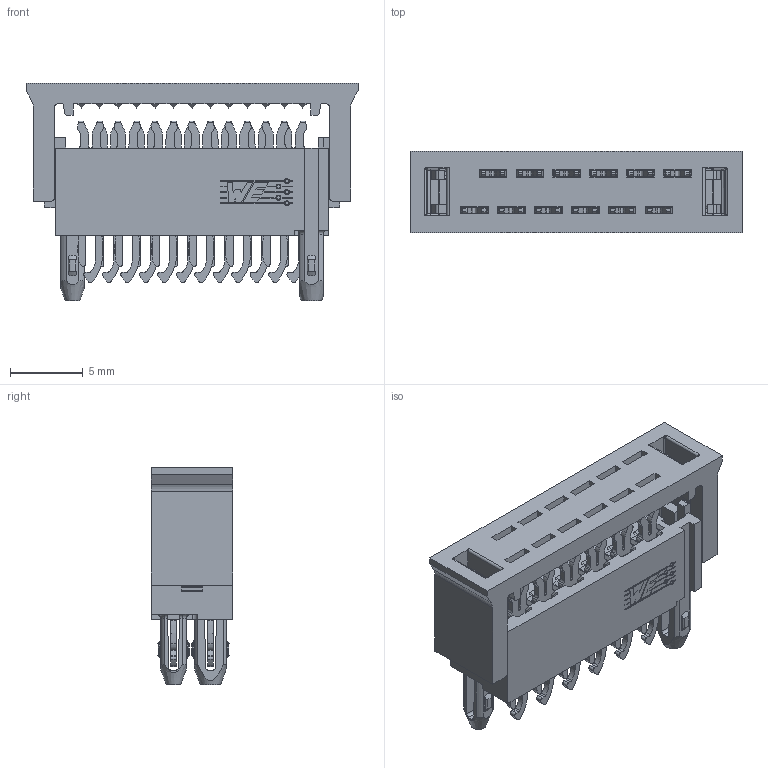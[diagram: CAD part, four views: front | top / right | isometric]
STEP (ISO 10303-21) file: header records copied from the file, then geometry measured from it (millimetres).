
FILE_DESCRIPTION(/* description */ ('Unknown'),/* implementation_level */ '2;1');
FILE_NAME(/* name */ '490107671212',/* time_stamp */ '2019-03-18T14:56:15+01:00',/* author */ ('Unknown'),/* organization */ ('Unknown'),/* preprocessor_version */ 'ST-DEVELOPER v16.7',/* originating_system */ 'DEX',/* authorisation */ $);
FILE_SCHEMA (('AUTOMOTIVE_DESIGN {1 0 10303 214 3 1 1}'));
Length unit declared in the file: millimetre
Products named in the file (4): WST1P2.54_12; CT422_00.4.1.1.1.1.1.1_0; BS697_12_0; BS698_12_0
Assembly tree (14 placements, depth 2):
  WST1P2.54_12
    CT422_00.4.1.1.1.1.1.1_0  x12
    BS697_12_0
    BS698_12_0
Bounding box: 22.83 x 5.6 x 14.95 mm (x, y, z)
Volume: 808.1 mm3; surface area: 2226.3 mm2
Topology: 14 solids, 14 shells, 2576 faces, 7387 edges, 4845 vertices
Faces by surface type: plane 1647, cylinder 879, bspline 32, cone 10, torus 8
Full cylindrical faces by diameter (mm): 0.241 x4
Entity records: 54969 total; most frequent: CARTESIAN_POINT 10651, ORIENTED_EDGE 9016, DIRECTION 8381, EDGE_CURVE 4508, LINE 3541, VECTOR 3541, VERTEX_POINT 2929, AXIS2_PLACEMENT_3D 2420
